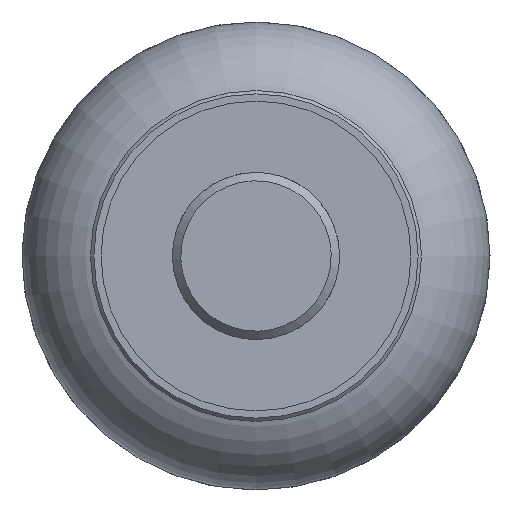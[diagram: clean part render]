
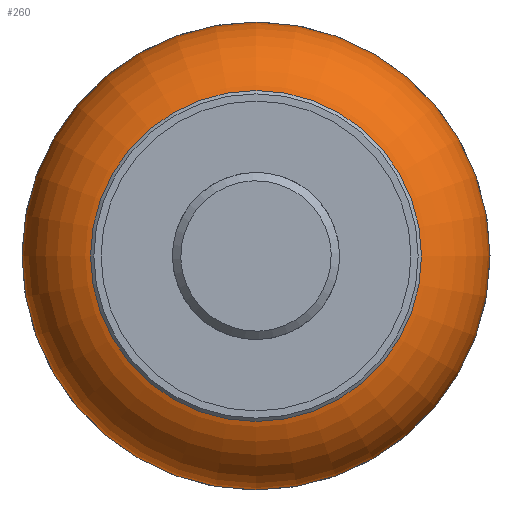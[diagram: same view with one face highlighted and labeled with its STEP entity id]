
A CAD part, left-side view. The second image highlights one B-rep face of the part: STEP entity #260.
In plain terms, the highlighted toroidal (fillet/blend) face has major radius 7.925 mm and minor radius 6.075 mm.
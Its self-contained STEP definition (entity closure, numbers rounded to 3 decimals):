
#43=TOROIDAL_SURFACE($,#298,7.925,6.075);
#56=FACE_BOUND($,#101,.T.);
#73=FACE_OUTER_BOUND($,#100,.T.);
#100=EDGE_LOOP($,(#200));
#101=EDGE_LOOP($,(#201));
#136=CIRCLE($,#297,9.268);
#137=CIRCLE($,#299,14.);
#156=VERTEX_POINT($,#460);
#157=VERTEX_POINT($,#463);
#176=EDGE_CURVE($,#156,#156,#136,.T.);
#177=EDGE_CURVE($,#157,#157,#137,.T.);
#200=ORIENTED_EDGE($,*,*,#177,.F.);
#201=ORIENTED_EDGE($,*,*,#176,.T.);
#260=ADVANCED_FACE($,(#73,#56),#43,.T.);
#297=AXIS2_PLACEMENT_3D($,#461,#359,#360);
#298=AXIS2_PLACEMENT_3D($,#462,#361,#362);
#299=AXIS2_PLACEMENT_3D($,#464,#363,#364);
#359=DIRECTION('center_axis',(1.,0.,0.));
#360=DIRECTION('ref_axis',(0.,1.,0.));
#361=DIRECTION('center_axis',(1.,0.,0.));
#362=DIRECTION('ref_axis',(0.,0.,-1.));
#363=DIRECTION('center_axis',(1.,0.,0.));
#364=DIRECTION('ref_axis',(0.,1.,0.));
#460=CARTESIAN_POINT('',(1.494,9.268,0.));
#461=CARTESIAN_POINT('Origin',(1.494,0.,0.));
#462=CARTESIAN_POINT('Origin',(7.418,0.,0.));
#463=CARTESIAN_POINT('',(7.418,14.,0.));
#464=CARTESIAN_POINT('Origin',(7.418,0.,0.));
